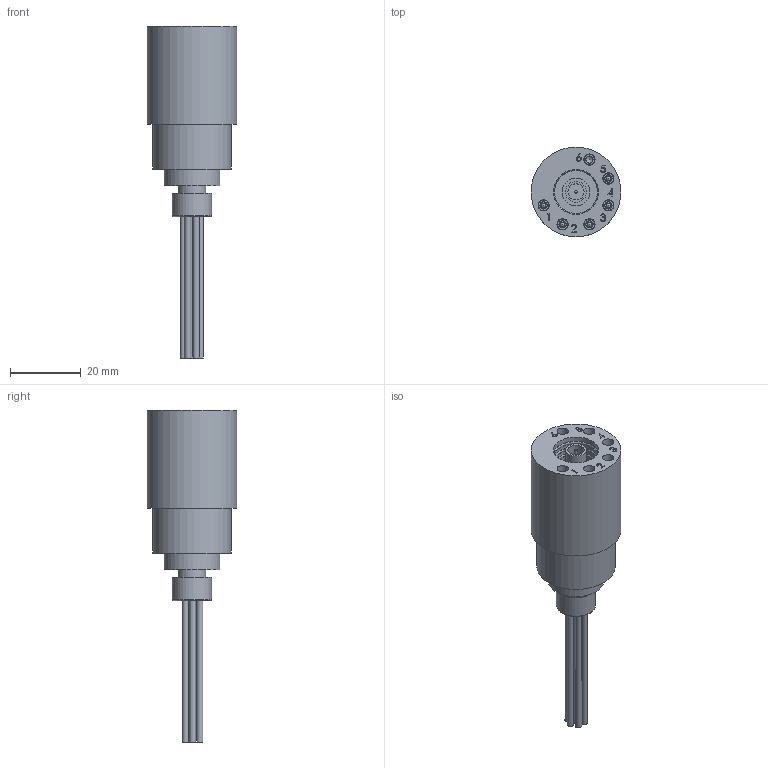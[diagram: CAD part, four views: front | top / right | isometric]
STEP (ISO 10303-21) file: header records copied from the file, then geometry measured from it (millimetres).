
FILE_DESCRIPTION(/* description */ (''),/* implementation_level */ '2;1');
FILE_NAME(/* name */ 'HF50CXOM6F.stp',/* time_stamp */ '2022-05-11T13:29:37+02:00',/* author */ ('sh'),/* organization */ (''),/* preprocessor_version */ 'ST-DEVELOPER v17',/* originating_system */ 'Autodesk Inventor 2019',/* authorisation */ '');
FILE_SCHEMA (('AUTOMOTIVE_DESIGN { 1 0 10303 214 3 1 1 }'));
Length unit declared in the file: millimetre
Products named in the file (1): HF50CXOM6F
Bounding box: 25.4 x 25.4 x 93.97 mm (x, y, z)
Volume: 16743.4 mm3; surface area: 10213.2 mm2
Topology: 1 solids, 21 shells, 422 faces, 1169 edges, 811 vertices
Faces by surface type: plane 197, cylinder 78, torus 71, cone 39, bspline 37
Full cylindrical faces by diameter (mm): 0.762 x1, 1.321 x6, 1.778 x6, 2.032 x6, 2.037 x6, 2.057 x6, 2.54 x1, 2.743 x6, 2.845 x1, 3.175 x18, 3.759 x1, 4.572 x1, 5.893 x1, 6.858 x1, 6.96 x1, 7.874 x2, 7.925 x1, 7.95 x1, 8.484 x1, 11.1 x1, 12.7 x5, 15.824 x1, 15.875 x1, 17.475 x1, 22.174 x1, 25.4 x1
Entity records: 16455 total; most frequent: CARTESIAN_POINT 4796, DIRECTION 2409, ORIENTED_EDGE 2314, EDGE_CURVE 1157, AXIS2_PLACEMENT_3D 988, VERTEX_POINT 811, CIRCLE 554, EDGE_LOOP 482
